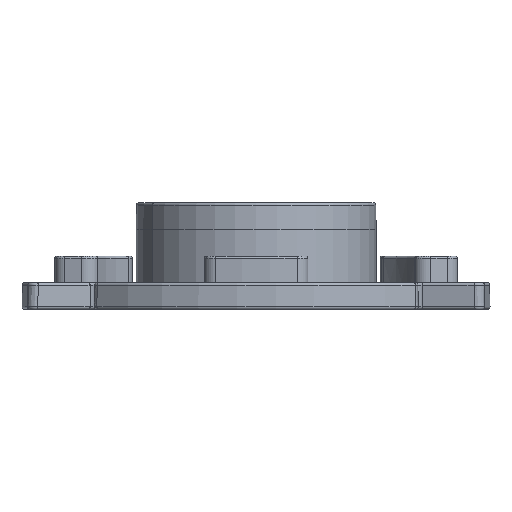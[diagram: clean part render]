
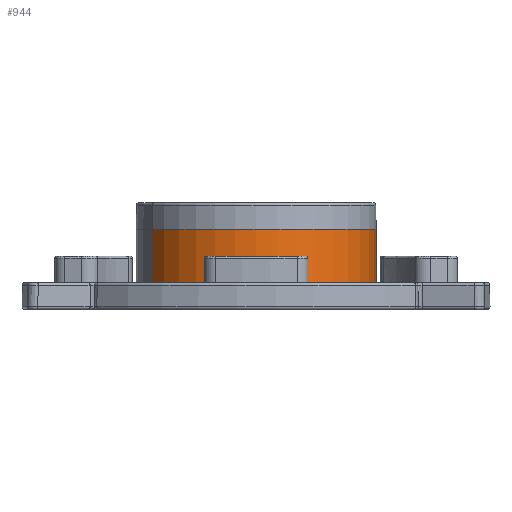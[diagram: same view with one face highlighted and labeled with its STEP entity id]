
A CAD part, front view. The second image highlights one B-rep face of the part: STEP entity #944.
In plain terms, the highlighted cylindrical face has radius 14.3 mm (diameter 28.6 mm), a partial arc.
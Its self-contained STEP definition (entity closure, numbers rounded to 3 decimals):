
#944 = ADVANCED_FACE ( 'NONE', ( #12285 ), #5779, .T. ) ;
#1277 = CARTESIAN_POINT ( 'NONE',  ( 0., 0., 1.588 ) ) ;
#1344 = VERTEX_POINT ( 'NONE', #14431 ) ;
#2350 = CARTESIAN_POINT ( 'NONE',  ( 0., 0., 11.113 ) ) ;
#3138 = EDGE_CURVE ( 'NONE', #8752, #1344, #5210, .T. ) ;
#3385 = EDGE_CURVE ( 'NONE', #8752, #20462, #8284, .T. ) ;
#4152 = DIRECTION ( 'NONE',  ( 0., 0., -1. ) ) ;
#4282 = CARTESIAN_POINT ( 'NONE',  ( -14.3, 0., 11.113 ) ) ;
#5210 = CIRCLE ( 'NONE', #17128, 14.3 ) ;
#5236 = CARTESIAN_POINT ( 'NONE',  ( 14.3, 0., 1.588 ) ) ;
#5779 = CYLINDRICAL_SURFACE ( 'NONE', #10132, 14.3 ) ;
#6801 = CARTESIAN_POINT ( 'NONE',  ( 14.3, 0., 11.113 ) ) ;
#7245 = DIRECTION ( 'NONE',  ( 0., 0., -1. ) ) ;
#7271 = ORIENTED_EDGE ( 'NONE', *, *, #12534, .T. ) ;
#8088 = VERTEX_POINT ( 'NONE', #8818 ) ;
#8284 = LINE ( 'NONE', #6801, #16450 ) ;
#8434 = EDGE_LOOP ( 'NONE', ( #15683, #14540, #7271, #11884 ) ) ;
#8671 = CARTESIAN_POINT ( 'NONE',  ( 14.3, 0., 7.938 ) ) ;
#8752 = VERTEX_POINT ( 'NONE', #8671 ) ;
#8818 = CARTESIAN_POINT ( 'NONE',  ( -14.3, 0., 1.588 ) ) ;
#9299 = DIRECTION ( 'NONE',  ( -1., 0., 0. ) ) ;
#10132 = AXIS2_PLACEMENT_3D ( 'NONE', #2350, #4152, #9299 ) ;
#11884 = ORIENTED_EDGE ( 'NONE', *, *, #20357, .F. ) ;
#12055 = CARTESIAN_POINT ( 'NONE',  ( 0., 0., 7.938 ) ) ;
#12285 = FACE_OUTER_BOUND ( 'NONE', #8434, .T. ) ;
#12534 = EDGE_CURVE ( 'NONE', #1344, #8088, #16995, .T. ) ;
#12929 = DIRECTION ( 'NONE',  ( 0., 0., -1. ) ) ;
#12987 = DIRECTION ( 'NONE',  ( 0., 0., -1. ) ) ;
#13636 = DIRECTION ( 'NONE',  ( -1., 0., 0. ) ) ;
#14431 = CARTESIAN_POINT ( 'NONE',  ( -14.3, 0., 7.938 ) ) ;
#14540 = ORIENTED_EDGE ( 'NONE', *, *, #3138, .T. ) ;
#14610 = CIRCLE ( 'NONE', #17688, 14.3 ) ;
#15683 = ORIENTED_EDGE ( 'NONE', *, *, #3385, .F. ) ;
#16450 = VECTOR ( 'NONE', #12987, 1000. ) ;
#16995 = LINE ( 'NONE', #4282, #17271 ) ;
#17128 = AXIS2_PLACEMENT_3D ( 'NONE', #12055, #7245, #13636 ) ;
#17271 = VECTOR ( 'NONE', #17306, 1000. ) ;
#17306 = DIRECTION ( 'NONE',  ( 0., 0., -1. ) ) ;
#17688 = AXIS2_PLACEMENT_3D ( 'NONE', #1277, #12929, #20700 ) ;
#20357 = EDGE_CURVE ( 'NONE', #20462, #8088, #14610, .T. ) ;
#20462 = VERTEX_POINT ( 'NONE', #5236 ) ;
#20700 = DIRECTION ( 'NONE',  ( -1., 0., 0. ) ) ;
